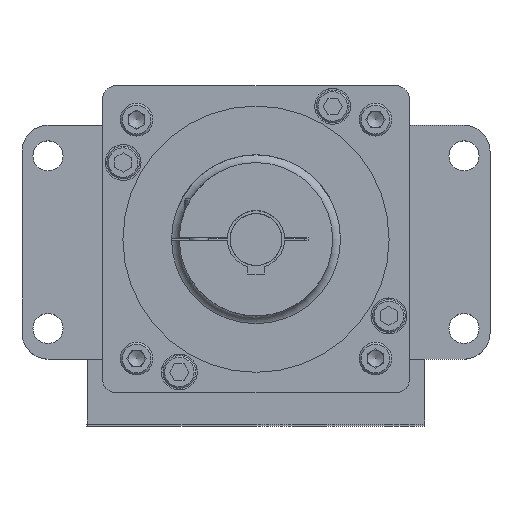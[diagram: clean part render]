
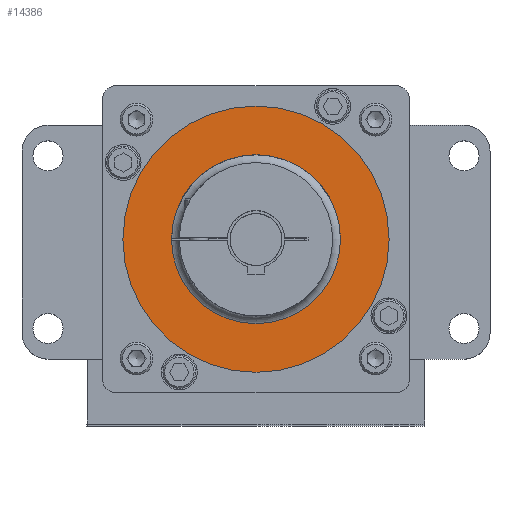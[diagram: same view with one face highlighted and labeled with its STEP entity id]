
A CAD part, top view. The second image highlights one B-rep face of the part: STEP entity #14386.
In plain terms, the highlighted planar face has unit normal (0, 0, 1).
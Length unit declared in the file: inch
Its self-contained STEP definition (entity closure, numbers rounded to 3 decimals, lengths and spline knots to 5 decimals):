
#587 = CARTESIAN_POINT ( 'NONE',  ( 1.625, 0., 10.1837 ) ) ;
#855 = AXIS2_PLACEMENT_3D ( 'NONE', #11372, #17506, #26192 ) ;
#2091 = DIRECTION ( 'NONE',  ( 0., 0., 1. ) ) ;
#2672 = FACE_BOUND ( 'NONE', #8305, .T. ) ;
#4666 = PLANE ( 'NONE',  #855 ) ;
#8305 = EDGE_LOOP ( 'NONE', ( #13052 ) ) ;
#8897 = DIRECTION ( 'NONE',  ( 1., 0., 0. ) ) ;
#10310 = AXIS2_PLACEMENT_3D ( 'NONE', #11186, #22018, #8897 ) ;
#10389 = CARTESIAN_POINT ( 'NONE',  ( 0., 0., 10.1837 ) ) ;
#10691 = ORIENTED_EDGE ( 'NONE', *, *, #25518, .T. ) ;
#10805 = DIRECTION ( 'NONE',  ( 1., 0., 0. ) ) ;
#11186 = CARTESIAN_POINT ( 'NONE',  ( 0., 0., 10.1837 ) ) ;
#11372 = CARTESIAN_POINT ( 'NONE',  ( 0., 0., 10.1837 ) ) ;
#11878 = EDGE_LOOP ( 'NONE', ( #10691 ) ) ;
#13052 = ORIENTED_EDGE ( 'NONE', *, *, #23458, .T. ) ;
#14386 = ADVANCED_FACE ( 'NONE', ( #2672, #17240 ), #4666, .T. ) ;
#17240 = FACE_OUTER_BOUND ( 'NONE', #11878, .T. ) ;
#17506 = DIRECTION ( 'NONE',  ( 0., 0., 1. ) ) ;
#18463 = CIRCLE ( 'NONE', #10310, 1.625 ) ;
#21637 = CIRCLE ( 'NONE', #23443, 2.56005 ) ;
#22018 = DIRECTION ( 'NONE',  ( 0., 0., -1. ) ) ;
#22271 = VERTEX_POINT ( 'NONE', #587 ) ;
#22695 = VERTEX_POINT ( 'NONE', #27251 ) ;
#23443 = AXIS2_PLACEMENT_3D ( 'NONE', #10389, #2091, #10805 ) ;
#23458 = EDGE_CURVE ( 'NONE', #22271, #22271, #18463, .T. ) ;
#25518 = EDGE_CURVE ( 'NONE', #22695, #22695, #21637, .T. ) ;
#26192 = DIRECTION ( 'NONE',  ( 1., 0., 0. ) ) ;
#27251 = CARTESIAN_POINT ( 'NONE',  ( 2.56005, 0., 10.1837 ) ) ;
